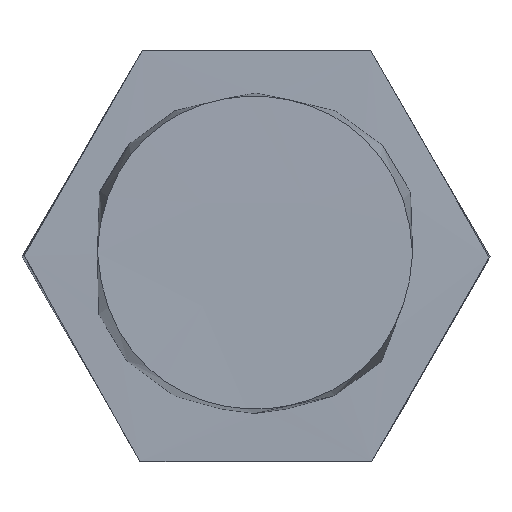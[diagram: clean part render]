
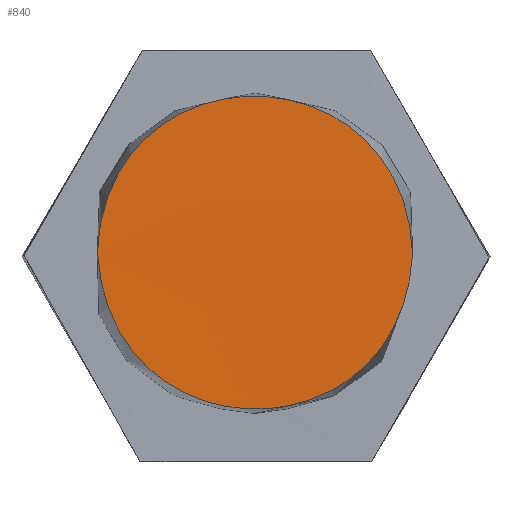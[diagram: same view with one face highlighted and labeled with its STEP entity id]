
A CAD part, top view. The second image highlights one B-rep face of the part: STEP entity #840.
In plain terms, the highlighted free-form (B-spline) face has degree [3, 3] with [4, 4] control points.
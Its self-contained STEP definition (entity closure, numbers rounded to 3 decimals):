
#24 = VERTEX_POINT('',#25);
#25 = CARTESIAN_POINT('',(0.424,0.004,
    0.996));
#32 = B_SPLINE_SURFACE_WITH_KNOTS('',3,3,(
    (#33,#34,#35,#36)
    ,(#37,#38,#39,#40)
    ,(#41,#42,#43,#44)
    ,(#45,#46,#47,#48
    )),.UNSPECIFIED.,.F.,.F.,.F.,(4,4),(4,4),(0.,1.),(0.,1.),
  .PIECEWISE_BEZIER_KNOTS.);
#33 = CARTESIAN_POINT('',(0.443,-0.003,
    0.352));
#34 = CARTESIAN_POINT('',(0.441,-0.006,
    0.572));
#35 = CARTESIAN_POINT('',(0.444,0.001,
    0.797));
#36 = CARTESIAN_POINT('',(0.449,-0.004,
    1.017));
#37 = CARTESIAN_POINT('',(0.457,0.586,0.355)
  );
#38 = CARTESIAN_POINT('',(0.464,0.588,0.57)
  );
#39 = CARTESIAN_POINT('',(0.463,0.581,0.798)
  );
#40 = CARTESIAN_POINT('',(0.459,0.59,1.016)
  );
#41 = CARTESIAN_POINT('',(-0.472,0.585,0.351)
  );
#42 = CARTESIAN_POINT('',(-0.472,0.581,0.583)
  );
#43 = CARTESIAN_POINT('',(-0.469,0.589,0.794)
  );
#44 = CARTESIAN_POINT('',(-0.467,0.589,1.024)
  );
#45 = CARTESIAN_POINT('',(-0.451,-0.006,
    0.354));
#46 = CARTESIAN_POINT('',(-0.45,-0.004,
    0.574));
#47 = CARTESIAN_POINT('',(-0.448,-0.005,
    0.801));
#48 = CARTESIAN_POINT('',(-0.449,-0.005,
    1.02));
#57 = B_SPLINE_SURFACE_WITH_KNOTS('',3,3,(
    (#58,#59,#60,#61)
    ,(#62,#63,#64,#65)
    ,(#66,#67,#68,#69)
    ,(#70,#71,#72,#73
    )),.UNSPECIFIED.,.F.,.F.,.F.,(4,4),(4,4),(0.,1.),(0.,1.),
  .PIECEWISE_BEZIER_KNOTS.);
#58 = CARTESIAN_POINT('',(-0.454,0.008,
    0.354));
#59 = CARTESIAN_POINT('',(-0.45,0.006,
    0.57));
#60 = CARTESIAN_POINT('',(-0.452,0.01,
    0.795));
#61 = CARTESIAN_POINT('',(-0.454,0.007,
    1.017));
#62 = CARTESIAN_POINT('',(-0.46,-0.577,0.348
    ));
#63 = CARTESIAN_POINT('',(-0.466,-0.579,0.58
    ));
#64 = CARTESIAN_POINT('',(-0.465,-0.578,0.796
    ));
#65 = CARTESIAN_POINT('',(-0.46,-0.578,1.018
    ));
#66 = CARTESIAN_POINT('',(0.457,-0.572,0.353)
  );
#67 = CARTESIAN_POINT('',(0.463,-0.572,0.576)
  );
#68 = CARTESIAN_POINT('',(0.465,-0.573,0.792)
  );
#69 = CARTESIAN_POINT('',(0.459,-0.571,1.021)
  );
#70 = CARTESIAN_POINT('',(0.445,0.014,
    0.356));
#71 = CARTESIAN_POINT('',(0.446,0.013,
    0.572));
#72 = CARTESIAN_POINT('',(0.44,0.012,
    0.805));
#73 = CARTESIAN_POINT('',(0.447,0.015,
    1.018));
#82 = EDGE_CURVE('',#24,#83,#85,.T.);
#83 = VERTEX_POINT('',#84);
#84 = CARTESIAN_POINT('',(-0.429,0.004,
    0.996));
#85 = SURFACE_CURVE('',#86,(#91,#101),.PCURVE_S1.);
#86 = B_SPLINE_CURVE_WITH_KNOTS('',3,(#87,#88,#89,#90),.UNSPECIFIED.,.F.
  ,.F.,(4,4),(0.,1.),.PIECEWISE_BEZIER_KNOTS.);
#87 = CARTESIAN_POINT('',(0.424,0.004,
    0.996));
#88 = CARTESIAN_POINT('',(0.402,0.569,0.997)
  );
#89 = CARTESIAN_POINT('',(-0.41,0.575,0.994)
  );
#90 = CARTESIAN_POINT('',(-0.429,0.004,
    0.996));
#91 = PCURVE('',#32,#92);
#92 = DEFINITIONAL_REPRESENTATION('',(#93),#100);
#93 = B_SPLINE_CURVE_WITH_KNOTS('',5,(#94,#95,#96,#97,#98,#99),
  .UNSPECIFIED.,.F.,.F.,(6,6),(0.,1.),.PIECEWISE_BEZIER_KNOTS.);
#94 = CARTESIAN_POINT('',(0.004,0.967));
#95 = CARTESIAN_POINT('',(0.196,0.97));
#96 = CARTESIAN_POINT('',(0.462,0.965));
#97 = CARTESIAN_POINT('',(0.54,0.961));
#98 = CARTESIAN_POINT('',(0.801,0.959));
#99 = CARTESIAN_POINT('',(0.995,0.963));
#100 = ( GEOMETRIC_REPRESENTATION_CONTEXT(2) 
PARAMETRIC_REPRESENTATION_CONTEXT() REPRESENTATION_CONTEXT('2D SPACE',''
  ) );
#101 = PCURVE('',#102,#119);
#102 = B_SPLINE_SURFACE_WITH_KNOTS('',3,3,(
    (#103,#104,#105,#106)
    ,(#107,#108,#109,#110)
    ,(#111,#112,#113,#114)
    ,(#115,#116,#117,#118
    )),.UNSPECIFIED.,.F.,.F.,.F.,(4,4),(4,4),(0.,1.),(0.,1.),
  .PIECEWISE_BEZIER_KNOTS.);
#103 = CARTESIAN_POINT('',(-0.434,-0.43,
    0.994));
#104 = CARTESIAN_POINT('',(-0.435,-0.143,0.997)
  );
#105 = CARTESIAN_POINT('',(-0.433,0.135,0.997
    ));
#106 = CARTESIAN_POINT('',(-0.432,0.419,0.998
    ));
#107 = CARTESIAN_POINT('',(-0.152,-0.43,
    0.991));
#108 = CARTESIAN_POINT('',(-0.147,-0.152,
    0.998));
#109 = CARTESIAN_POINT('',(-0.146,0.139,0.993
    ));
#110 = CARTESIAN_POINT('',(-0.149,0.418,0.996
    ));
#111 = CARTESIAN_POINT('',(0.138,-0.43,0.995)
  );
#112 = CARTESIAN_POINT('',(0.136,-0.148,0.996)
  );
#113 = CARTESIAN_POINT('',(0.138,0.134,0.999));
#114 = CARTESIAN_POINT('',(0.14,0.42,0.995)
  );
#115 = CARTESIAN_POINT('',(0.424,-0.43,0.992
    ));
#116 = CARTESIAN_POINT('',(0.424,-0.143,0.997
    ));
#117 = CARTESIAN_POINT('',(0.423,0.139,0.997)
  );
#118 = CARTESIAN_POINT('',(0.422,0.424,0.996)
  );
#119 = DEFINITIONAL_REPRESENTATION('',(#120),#137);
#120 = B_SPLINE_CURVE_WITH_KNOTS('',8,(#121,#122,#123,#124,#125,#126,
    #127,#128,#129,#130,#131,#132,#133,#134,#135,#136),.UNSPECIFIED.,.F.
  ,.F.,(9,7,9),(0.,0.5,1.),.UNSPECIFIED.);
#121 = CARTESIAN_POINT('',(1.001,0.507));
#122 = CARTESIAN_POINT('',(0.996,0.631));
#123 = CARTESIAN_POINT('',(0.967,0.745));
#124 = CARTESIAN_POINT('',(0.915,0.805));
#125 = CARTESIAN_POINT('',(0.853,0.946));
#126 = CARTESIAN_POINT('',(0.767,0.91));
#127 = CARTESIAN_POINT('',(0.686,1.017));
#128 = CARTESIAN_POINT('',(0.592,1.007));
#129 = CARTESIAN_POINT('',(0.411,1.008));
#130 = CARTESIAN_POINT('',(0.318,1.01));
#131 = CARTESIAN_POINT('',(0.233,0.949));
#132 = CARTESIAN_POINT('',(0.154,0.902));
#133 = CARTESIAN_POINT('',(0.086,0.845));
#134 = CARTESIAN_POINT('',(0.038,0.74));
#135 = CARTESIAN_POINT('',(0.009,0.636));
#136 = CARTESIAN_POINT('',(0.005,0.51));
#137 = ( GEOMETRIC_REPRESENTATION_CONTEXT(2) 
PARAMETRIC_REPRESENTATION_CONTEXT() REPRESENTATION_CONTEXT('2D SPACE',''
  ) );
#541 = EDGE_CURVE('',#83,#24,#542,.T.);
#542 = SURFACE_CURVE('',#543,(#548,#558),.PCURVE_S1.);
#543 = B_SPLINE_CURVE_WITH_KNOTS('',3,(#544,#545,#546,#547),
  .UNSPECIFIED.,.F.,.F.,(4,4),(0.,1.),.PIECEWISE_BEZIER_KNOTS.);
#544 = CARTESIAN_POINT('',(-0.429,0.004,
    0.996));
#545 = CARTESIAN_POINT('',(-0.396,-0.559,
    0.999));
#546 = CARTESIAN_POINT('',(0.396,-0.558,0.991
    ));
#547 = CARTESIAN_POINT('',(0.424,0.004,
    0.996));
#548 = PCURVE('',#57,#549);
#549 = DEFINITIONAL_REPRESENTATION('',(#550),#557);
#550 = B_SPLINE_CURVE_WITH_KNOTS('',5,(#551,#552,#553,#554,#555,#556),
  .UNSPECIFIED.,.F.,.F.,(6,6),(0.,1.),.PIECEWISE_BEZIER_KNOTS.);
#551 = CARTESIAN_POINT('',(0.001,0.968));
#552 = CARTESIAN_POINT('',(0.195,0.969));
#553 = CARTESIAN_POINT('',(0.472,0.966));
#554 = CARTESIAN_POINT('',(0.533,0.963));
#555 = CARTESIAN_POINT('',(0.799,0.96));
#556 = CARTESIAN_POINT('',(0.994,0.964));
#557 = ( GEOMETRIC_REPRESENTATION_CONTEXT(2) 
PARAMETRIC_REPRESENTATION_CONTEXT() REPRESENTATION_CONTEXT('2D SPACE',''
  ) );
#558 = PCURVE('',#102,#559);
#559 = DEFINITIONAL_REPRESENTATION('',(#560),#566);
#560 = B_SPLINE_CURVE_WITH_KNOTS('',4,(#561,#562,#563,#564,#565),
  .UNSPECIFIED.,.F.,.F.,(5,5),(0.,1.),.PIECEWISE_BEZIER_KNOTS.);
#561 = CARTESIAN_POINT('',(0.005,0.51));
#562 = CARTESIAN_POINT('',(0.036,0.011));
#563 = CARTESIAN_POINT('',(0.509,-0.145));
#564 = CARTESIAN_POINT('',(0.974,0.013));
#565 = CARTESIAN_POINT('',(1.001,0.507));
#566 = ( GEOMETRIC_REPRESENTATION_CONTEXT(2) 
PARAMETRIC_REPRESENTATION_CONTEXT() REPRESENTATION_CONTEXT('2D SPACE',''
  ) );
#840 = ADVANCED_FACE('',(#841),#102,.T.);
#841 = FACE_BOUND('',#842,.T.);
#842 = EDGE_LOOP('',(#843,#844));
#843 = ORIENTED_EDGE('',*,*,#541,.T.);
#844 = ORIENTED_EDGE('',*,*,#82,.T.);
